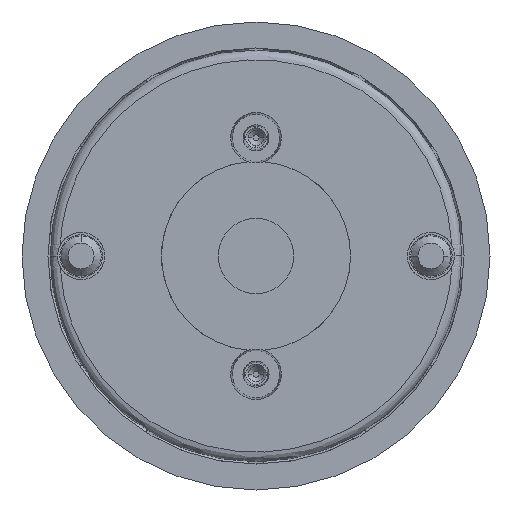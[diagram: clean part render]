
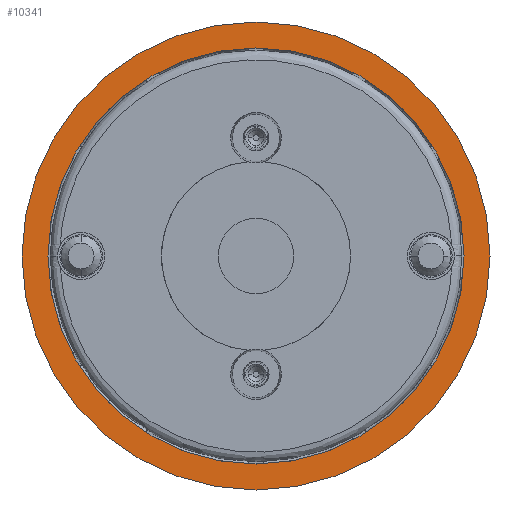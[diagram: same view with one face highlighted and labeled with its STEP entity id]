
A CAD part, front view. The second image highlights one B-rep face of the part: STEP entity #10341.
In plain terms, the highlighted planar face has unit normal (0, -1, 0).
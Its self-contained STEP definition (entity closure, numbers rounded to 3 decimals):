
#26 = CARTESIAN_POINT ( 'NONE',  ( -44., 0., 0. ) ) ;
#498 = PLANE ( 'NONE',  #7399 ) ;
#716 = CARTESIAN_POINT ( 'NONE',  ( 0., 0., 0. ) ) ;
#958 = CARTESIAN_POINT ( 'NONE',  ( 0., 0., 0. ) ) ;
#984 = CARTESIAN_POINT ( 'NONE',  ( 0., 0., 0. ) ) ;
#1863 = DIRECTION ( 'NONE',  ( 1., 0., 0. ) ) ;
#2093 = DIRECTION ( 'NONE',  ( -1., 0., 0. ) ) ;
#2126 = DIRECTION ( 'NONE',  ( 1., 0., 0. ) ) ;
#2444 = CIRCLE ( 'NONE', #9975, 49.5 ) ;
#2604 = EDGE_CURVE ( 'NONE', #7851, #12141, #13617, .T. ) ;
#2622 = CARTESIAN_POINT ( 'NONE',  ( -49.5, 0., 0. ) ) ;
#2720 = DIRECTION ( 'NONE',  ( 0., 1., 0. ) ) ;
#2932 = AXIS2_PLACEMENT_3D ( 'NONE', #958, #8734, #2093 ) ;
#3037 = FACE_OUTER_BOUND ( 'NONE', #6127, .T. ) ;
#3590 = CARTESIAN_POINT ( 'NONE',  ( 44., 0., 0. ) ) ;
#4106 = VERTEX_POINT ( 'NONE', #26 ) ;
#4434 = EDGE_CURVE ( 'NONE', #12141, #7851, #2444, .T. ) ;
#5986 = ORIENTED_EDGE ( 'NONE', *, *, #4434, .F. ) ;
#6099 = DIRECTION ( 'NONE',  ( 0., -1., 0. ) ) ;
#6127 = EDGE_LOOP ( 'NONE', ( #5986, #6681 ) ) ;
#6681 = ORIENTED_EDGE ( 'NONE', *, *, #2604, .F. ) ;
#7372 = ORIENTED_EDGE ( 'NONE', *, *, #9176, .T. ) ;
#7399 = AXIS2_PLACEMENT_3D ( 'NONE', #12909, #6099, #14015 ) ;
#7426 = CARTESIAN_POINT ( 'NONE',  ( 49.5, 0., 0. ) ) ;
#7811 = VERTEX_POINT ( 'NONE', #3590 ) ;
#7851 = VERTEX_POINT ( 'NONE', #2622 ) ;
#8118 = CIRCLE ( 'NONE', #12530, 44. ) ;
#8426 = EDGE_LOOP ( 'NONE', ( #7372, #8428 ) ) ;
#8428 = ORIENTED_EDGE ( 'NONE', *, *, #12642, .T. ) ;
#8494 = DIRECTION ( 'NONE',  ( 0., 1., 0. ) ) ;
#8734 = DIRECTION ( 'NONE',  ( 0., 1., 0. ) ) ;
#8767 = DIRECTION ( 'NONE',  ( 0., 1., 0. ) ) ;
#9176 = EDGE_CURVE ( 'NONE', #4106, #7811, #8118, .T. ) ;
#9358 = CARTESIAN_POINT ( 'NONE',  ( 0., 0., 0. ) ) ;
#9975 = AXIS2_PLACEMENT_3D ( 'NONE', #716, #8494, #1863 ) ;
#10341 = ADVANCED_FACE ( 'NONE', ( #3037, #11971 ), #498, .T. ) ;
#10502 = DIRECTION ( 'NONE',  ( -1., 0., 0. ) ) ;
#11767 = AXIS2_PLACEMENT_3D ( 'NONE', #984, #8767, #2126 ) ;
#11971 = FACE_BOUND ( 'NONE', #8426, .T. ) ;
#12141 = VERTEX_POINT ( 'NONE', #7426 ) ;
#12530 = AXIS2_PLACEMENT_3D ( 'NONE', #9358, #2720, #10502 ) ;
#12642 = EDGE_CURVE ( 'NONE', #7811, #4106, #13335, .T. ) ;
#12909 = CARTESIAN_POINT ( 'NONE',  ( -44., 0., 0. ) ) ;
#13335 = CIRCLE ( 'NONE', #2932, 44. ) ;
#13617 = CIRCLE ( 'NONE', #11767, 49.5 ) ;
#14015 = DIRECTION ( 'NONE',  ( 1., 0., 0. ) ) ;
